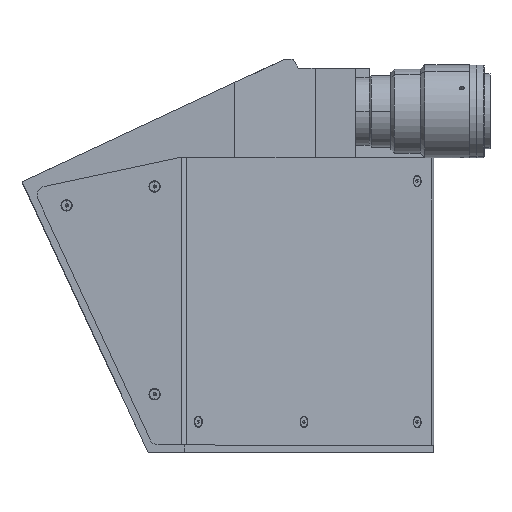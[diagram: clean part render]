
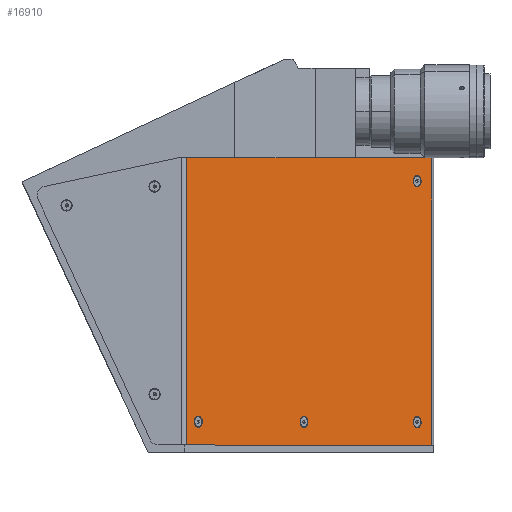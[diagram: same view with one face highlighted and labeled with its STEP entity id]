
A CAD part, top view. The second image highlights one B-rep face of the part: STEP entity #16910.
In plain terms, the highlighted planar face has unit normal (0.707, 0, 0.707).
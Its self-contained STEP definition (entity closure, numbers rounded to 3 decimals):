
#24 = CARTESIAN_POINT ( 'NONE',  ( -39.716, 70., 179.4 ) ) ;
#96 = CARTESIAN_POINT ( 'NONE',  ( 90.719, -78., 48.965 ) ) ;
#492 = CARTESIAN_POINT ( 'NONE',  ( 92.947, -78., 46.738 ) ) ;
#678 = VERTEX_POINT ( 'NONE', #5028 ) ;
#775 = VERTEX_POINT ( 'NONE', #5199 ) ;
#901 = CIRCLE ( 'NONE', #7422, 3.15 ) ;
#946 = VERTEX_POINT ( 'NONE', #9534 ) ;
#1253 = EDGE_LOOP ( 'NONE', ( #14367, #13494 ) ) ;
#1364 = CARTESIAN_POINT ( 'NONE',  ( -38.544, 70., 178.228 ) ) ;
#1541 = CARTESIAN_POINT ( 'NONE',  ( -31.849, -78., 171.534 ) ) ;
#1789 = EDGE_CURVE ( 'NONE', #9251, #9612, #901, .T. ) ;
#2164 = AXIS2_PLACEMENT_3D ( 'NONE', #5770, #9658, #7360 ) ;
#2421 = FACE_BOUND ( 'NONE', #14123, .T. ) ;
#2498 = VECTOR ( 'NONE', #14657, 1000. ) ;
#2510 = FACE_BOUND ( 'NONE', #1253, .T. ) ;
#2857 = PLANE ( 'NONE',  #17249 ) ;
#3302 = EDGE_LOOP ( 'NONE', ( #3597, #5077 ) ) ;
#3475 = ORIENTED_EDGE ( 'NONE', *, *, #17525, .F. ) ;
#3541 = EDGE_CURVE ( 'NONE', #12794, #9954, #9292, .T. ) ;
#3577 = CARTESIAN_POINT ( 'NONE',  ( -39.716, 70., 179.4 ) ) ;
#3597 = ORIENTED_EDGE ( 'NONE', *, *, #4496, .F. ) ;
#4174 = DIRECTION ( 'NONE',  ( 0.707, 0., -0.707 ) ) ;
#4446 = DIRECTION ( 'NONE',  ( 0.707, 0., 0.707 ) ) ;
#4496 = EDGE_CURVE ( 'NONE', #775, #13085, #17123, .T. ) ;
#5028 = CARTESIAN_POINT ( 'NONE',  ( -29.622, -78., 169.306 ) ) ;
#5077 = ORIENTED_EDGE ( 'NONE', *, *, #15436, .F. ) ;
#5167 = EDGE_LOOP ( 'NONE', ( #11172, #15835 ) ) ;
#5199 = CARTESIAN_POINT ( 'NONE',  ( 29.541, -78., 110.143 ) ) ;
#5446 = VECTOR ( 'NONE', #16028, 1000. ) ;
#5525 = EDGE_CURVE ( 'NONE', #10938, #12172, #14342, .T. ) ;
#5693 = CARTESIAN_POINT ( 'NONE',  ( 27.314, -78., 112.371 ) ) ;
#5770 = CARTESIAN_POINT ( 'NONE',  ( -31.849, -78., 171.534 ) ) ;
#5777 = DIRECTION ( 'NONE',  ( 0.707, 0., 0.707 ) ) ;
#5897 = DIRECTION ( 'NONE',  ( 0.707, 0., -0.707 ) ) ;
#5956 = EDGE_CURVE ( 'NONE', #9697, #678, #6722, .T. ) ;
#6545 = DIRECTION ( 'NONE',  ( 0., 1., 0. ) ) ;
#6690 = DIRECTION ( 'NONE',  ( -0.707, 0., -0.707 ) ) ;
#6716 = CIRCLE ( 'NONE', #16600, 3.15 ) ;
#6722 = CIRCLE ( 'NONE', #2164, 3.15 ) ;
#7021 = CARTESIAN_POINT ( 'NONE',  ( 90.719, 57., 48.965 ) ) ;
#7212 = VECTOR ( 'NONE', #6545, 1000. ) ;
#7360 = DIRECTION ( 'NONE',  ( 0.707, 0., -0.707 ) ) ;
#7422 = AXIS2_PLACEMENT_3D ( 'NONE', #7021, #5777, #9750 ) ;
#7753 = LINE ( 'NONE', #3577, #2498 ) ;
#7838 = DIRECTION ( 'NONE',  ( 0.707, 0., 0.707 ) ) ;
#7878 = ORIENTED_EDGE ( 'NONE', *, *, #11327, .T. ) ;
#8536 = DIRECTION ( 'NONE',  ( 0.707, 0., -0.707 ) ) ;
#8649 = DIRECTION ( 'NONE',  ( 0.707, 0., 0.707 ) ) ;
#9251 = VERTEX_POINT ( 'NONE', #15319 ) ;
#9292 = LINE ( 'NONE', #12276, #5446 ) ;
#9525 = EDGE_CURVE ( 'NONE', #13536, #12794, #13521, .T. ) ;
#9534 = CARTESIAN_POINT ( 'NONE',  ( 98.828, 70., 40.856 ) ) ;
#9612 = VERTEX_POINT ( 'NONE', #15299 ) ;
#9617 = DIRECTION ( 'NONE',  ( 0., -1., 0. ) ) ;
#9658 = DIRECTION ( 'NONE',  ( 0.707, 0., 0.707 ) ) ;
#9697 = VERTEX_POINT ( 'NONE', #11105 ) ;
#9750 = DIRECTION ( 'NONE',  ( 0.707, 0., -0.707 ) ) ;
#9932 = CARTESIAN_POINT ( 'NONE',  ( 90.719, -78., 48.965 ) ) ;
#9954 = VERTEX_POINT ( 'NONE', #16573 ) ;
#10419 = CIRCLE ( 'NONE', #16085, 3.15 ) ;
#10481 = FACE_BOUND ( 'NONE', #3302, .T. ) ;
#10609 = ORIENTED_EDGE ( 'NONE', *, *, #3541, .T. ) ;
#10624 = ORIENTED_EDGE ( 'NONE', *, *, #9525, .T. ) ;
#10938 = VERTEX_POINT ( 'NONE', #15863 ) ;
#11105 = CARTESIAN_POINT ( 'NONE',  ( -34.077, -78., 173.761 ) ) ;
#11172 = ORIENTED_EDGE ( 'NONE', *, *, #14529, .F. ) ;
#11327 = EDGE_CURVE ( 'NONE', #9954, #946, #12000, .T. ) ;
#11529 = CIRCLE ( 'NONE', #15239, 3.15 ) ;
#11585 = DIRECTION ( 'NONE',  ( 0.707, 0., 0.707 ) ) ;
#11682 = EDGE_LOOP ( 'NONE', ( #10609, #7878, #3475, #10624 ) ) ;
#11963 = ORIENTED_EDGE ( 'NONE', *, *, #5525, .F. ) ;
#12000 = LINE ( 'NONE', #13426, #7212 ) ;
#12172 = VERTEX_POINT ( 'NONE', #492 ) ;
#12276 = CARTESIAN_POINT ( 'NONE',  ( -39.716, -91., 179.4 ) ) ;
#12313 = AXIS2_PLACEMENT_3D ( 'NONE', #14740, #7838, #15809 ) ;
#12317 = DIRECTION ( 'NONE',  ( 0.707, 0., -0.707 ) ) ;
#12690 = CARTESIAN_POINT ( 'NONE',  ( 25.086, -78., 114.598 ) ) ;
#12794 = VERTEX_POINT ( 'NONE', #13511 ) ;
#12929 = CARTESIAN_POINT ( 'NONE',  ( 90.719, 57., 48.965 ) ) ;
#13085 = VERTEX_POINT ( 'NONE', #12690 ) ;
#13241 = AXIS2_PLACEMENT_3D ( 'NONE', #96, #16315, #4174 ) ;
#13426 = CARTESIAN_POINT ( 'NONE',  ( 98.828, 70., 40.856 ) ) ;
#13494 = ORIENTED_EDGE ( 'NONE', *, *, #1789, .F. ) ;
#13511 = CARTESIAN_POINT ( 'NONE',  ( -38.544, -91., 178.228 ) ) ;
#13521 = LINE ( 'NONE', #1364, #17004 ) ;
#13536 = VERTEX_POINT ( 'NONE', #17267 ) ;
#14051 = AXIS2_PLACEMENT_3D ( 'NONE', #9932, #4446, #8536 ) ;
#14123 = EDGE_LOOP ( 'NONE', ( #15649, #11963 ) ) ;
#14342 = CIRCLE ( 'NONE', #14051, 3.15 ) ;
#14367 = ORIENTED_EDGE ( 'NONE', *, *, #15996, .F. ) ;
#14529 = EDGE_CURVE ( 'NONE', #678, #9697, #6716, .T. ) ;
#14575 = FACE_BOUND ( 'NONE', #5167, .T. ) ;
#14657 = DIRECTION ( 'NONE',  ( 0.707, 0., -0.707 ) ) ;
#14663 = FACE_OUTER_BOUND ( 'NONE', #11682, .T. ) ;
#14740 = CARTESIAN_POINT ( 'NONE',  ( 27.314, -78., 112.371 ) ) ;
#14929 = DIRECTION ( 'NONE',  ( -0.707, 0., 0.707 ) ) ;
#15239 = AXIS2_PLACEMENT_3D ( 'NONE', #5693, #15347, #12317 ) ;
#15299 = CARTESIAN_POINT ( 'NONE',  ( 92.947, 57., 46.738 ) ) ;
#15319 = CARTESIAN_POINT ( 'NONE',  ( 88.492, 57., 51.192 ) ) ;
#15347 = DIRECTION ( 'NONE',  ( 0.707, 0., 0.707 ) ) ;
#15436 = EDGE_CURVE ( 'NONE', #13085, #775, #11529, .T. ) ;
#15485 = EDGE_CURVE ( 'NONE', #12172, #10938, #17484, .T. ) ;
#15649 = ORIENTED_EDGE ( 'NONE', *, *, #15485, .F. ) ;
#15809 = DIRECTION ( 'NONE',  ( 0.707, 0., -0.707 ) ) ;
#15835 = ORIENTED_EDGE ( 'NONE', *, *, #5956, .F. ) ;
#15863 = CARTESIAN_POINT ( 'NONE',  ( 88.492, -78., 51.192 ) ) ;
#15996 = EDGE_CURVE ( 'NONE', #9612, #9251, #10419, .T. ) ;
#16028 = DIRECTION ( 'NONE',  ( 0.707, 0., -0.707 ) ) ;
#16085 = AXIS2_PLACEMENT_3D ( 'NONE', #12929, #11585, #16917 ) ;
#16315 = DIRECTION ( 'NONE',  ( 0.707, 0., 0.707 ) ) ;
#16573 = CARTESIAN_POINT ( 'NONE',  ( 98.828, -91., 40.856 ) ) ;
#16600 = AXIS2_PLACEMENT_3D ( 'NONE', #1541, #8649, #5897 ) ;
#16910 = ADVANCED_FACE ( 'NONE', ( #10481, #14575, #2421, #2510, #14663 ), #2857, .F. ) ;
#16917 = DIRECTION ( 'NONE',  ( 0.707, 0., -0.707 ) ) ;
#17004 = VECTOR ( 'NONE', #9617, 1000. ) ;
#17123 = CIRCLE ( 'NONE', #12313, 3.15 ) ;
#17249 = AXIS2_PLACEMENT_3D ( 'NONE', #24, #6690, #14929 ) ;
#17267 = CARTESIAN_POINT ( 'NONE',  ( -38.544, 70., 178.228 ) ) ;
#17484 = CIRCLE ( 'NONE', #13241, 3.15 ) ;
#17525 = EDGE_CURVE ( 'NONE', #13536, #946, #7753, .T. ) ;
